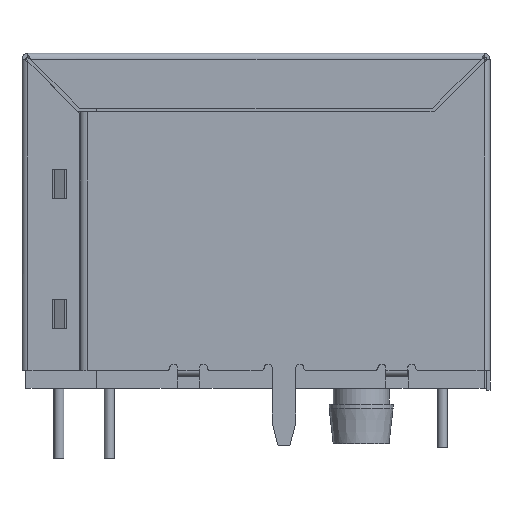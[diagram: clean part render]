
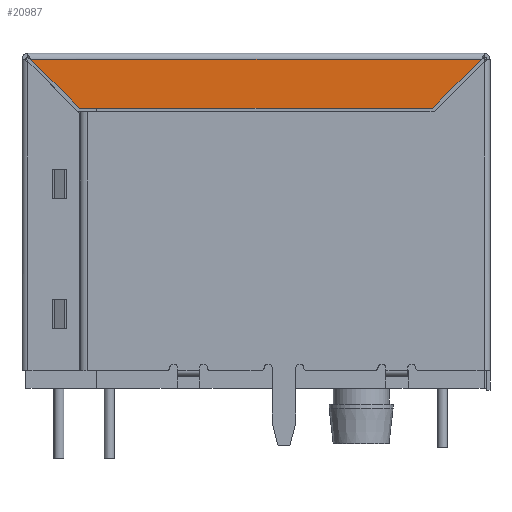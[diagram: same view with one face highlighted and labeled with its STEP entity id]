
A CAD part, left-side view. The second image highlights one B-rep face of the part: STEP entity #20987.
In plain terms, the highlighted planar face has unit normal (-1, 0, 0).
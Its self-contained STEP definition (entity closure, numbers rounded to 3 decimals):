
#1076=PLANE('',#22120);
#2380=LINE('',#32087,#3784);
#2386=LINE('',#32118,#3790);
#2390=LINE('',#32125,#3794);
#2391=LINE('',#32126,#3795);
#3784=VECTOR('',#25529,1000.);
#3790=VECTOR('',#25537,1000.);
#3794=VECTOR('',#25545,1000.);
#3795=VECTOR('',#25546,1000.);
#7513=ORIENTED_EDGE('',*,*,#10327,.T.);
#7514=ORIENTED_EDGE('',*,*,#10338,.F.);
#7515=ORIENTED_EDGE('',*,*,#10334,.F.);
#7516=ORIENTED_EDGE('',*,*,#10339,.F.);
#10327=EDGE_CURVE('',#11899,#11898,#2380,.T.);
#10334=EDGE_CURVE('',#11902,#11903,#2386,.T.);
#10338=EDGE_CURVE('',#11903,#11898,#2390,.T.);
#10339=EDGE_CURVE('',#11899,#11902,#2391,.T.);
#11898=VERTEX_POINT('',#32086);
#11899=VERTEX_POINT('',#32088);
#11902=VERTEX_POINT('',#32117);
#11903=VERTEX_POINT('',#32119);
#13180=EDGE_LOOP('',(#7513,#7514,#7515,#7516));
#14130=FACE_BOUND('',#13180,.T.);
#20987=ADVANCED_FACE('',(#14130),#1076,.F.);
#22120=AXIS2_PLACEMENT_3D('',#32124,#25543,#25544);
#25529=DIRECTION('',(0.,1.,0.));
#25537=DIRECTION('',(0.,1.,0.));
#25543=DIRECTION('',(1.,0.,0.));
#25544=DIRECTION('',(0.,0.,-1.));
#25545=DIRECTION('',(0.,0.707,0.707));
#25546=DIRECTION('',(0.,0.707,-0.707));
#32086=CARTESIAN_POINT('',(-8.3,11.37,8.25));
#32087=CARTESIAN_POINT('',(-8.3,-11.37,8.25));
#32088=CARTESIAN_POINT('',(-8.3,-11.37,8.25));
#32117=CARTESIAN_POINT('',(-8.3,-8.9,5.78));
#32118=CARTESIAN_POINT('',(-8.3,-8.9,5.78));
#32119=CARTESIAN_POINT('',(-8.3,8.9,5.78));
#32124=CARTESIAN_POINT('',(-8.3,0.,0.55));
#32125=CARTESIAN_POINT('',(-8.3,8.9,5.78));
#32126=CARTESIAN_POINT('',(-8.3,-11.5,8.38));
